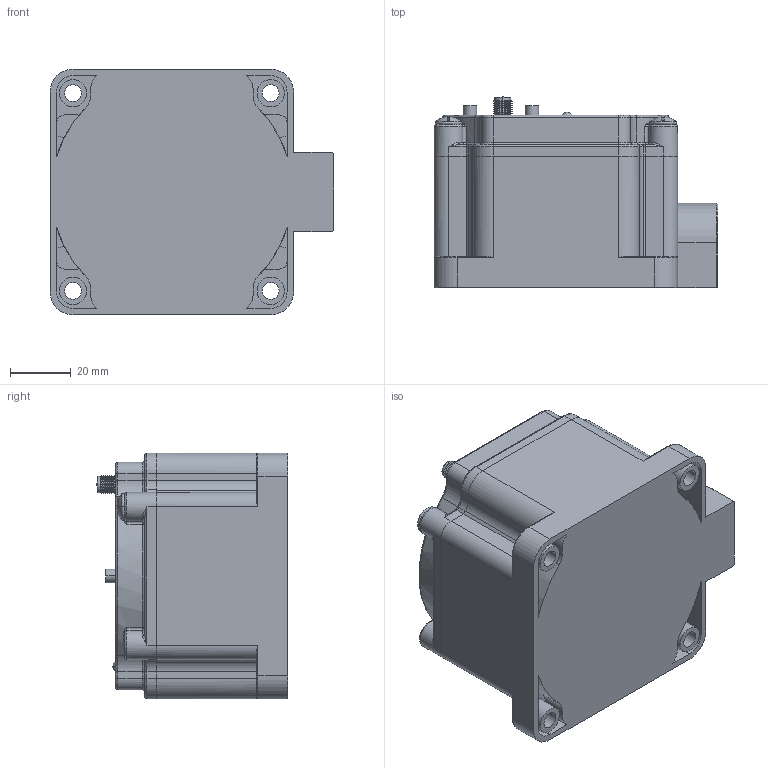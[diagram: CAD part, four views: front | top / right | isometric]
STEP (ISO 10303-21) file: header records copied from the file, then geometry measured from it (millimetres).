
FILE_DESCRIPTION((''),'2;1');
FILE_NAME('195208_ASM','2016-06-14T',('PDMAdmin'),(''),'PRO/ENGINEER BY PARAMETRIC TECHNOLOGY CORPORATION, 2016010','PRO/ENGINEER BY PARAMETRIC TECHNOLOGY CORPORATION, 2016010','');
FILE_SCHEMA(('CONFIG_CONTROL_DESIGN'));
Products named in the file (11): 128990_AF0; 120895; 121056; 121057; 120895_ASM; 161499; 122646_ASM; 120801; 131071; SMACON_1; 195208_ASM
Assembly tree (15 placements, depth 4):
  195208_ASM
    128990_AF0
    122646_ASM
      120895_ASM
        120895
        121056  x2
        121057
      161499  x2
    120801
    131071  x4
    SMACON_1
Bounding box: 93.4 x 62.84 x 80.85 mm (x, y, z)
Volume: 79771.5 mm3; surface area: 79140.9 mm2
Topology: 13 solids, 17 shells, 1022 faces, 2430 edges, 1483 vertices
Faces by surface type: cylinder 373, plane 278, torus 158, cone 93, bspline 82, sphere 34, revolution 4
Entity records: 38002 total; most frequent: CARTESIAN_POINT 16100, DIRECTION 4797, ORIENTED_EDGE 4404, EDGE_CURVE 2210, AXIS2_PLACEMENT_3D 1956, VERTEX_POINT 1351, CIRCLE 1075, EDGE_LOOP 1017
